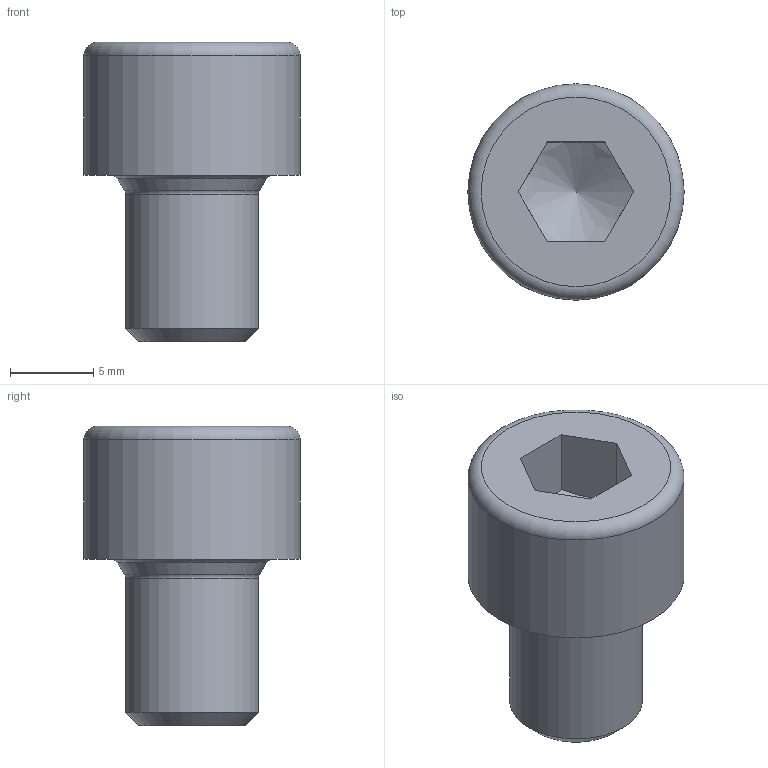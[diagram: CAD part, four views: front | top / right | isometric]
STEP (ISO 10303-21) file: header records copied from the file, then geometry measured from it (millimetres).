
FILE_DESCRIPTION( ( 'STEP AP214' ), '1' );
FILE_NAME( 'psolqas_16236_0.stp', '2020-06-05T11:11:32', ( 'License CC BY-ND 4.0' ), ( 'CADENAS' ), ' ', 'PARTsolutions', ' ' );
FILE_SCHEMA( ( 'AUTOMOTIVE_DESIGN { 1 0 10303 214 1 1 1 1 }' ) );
Length unit declared in the file: metre
Products named in the file (1): Solid1
Bounding box: 13 x 13 x 18 mm (x, y, z)
Volume: 1410.1 mm3; surface area: 897.5 mm2
Topology: 1 solids, 1 shells, 17 faces, 37 edges, 23 vertices
Faces by surface type: plane 9, torus 3, cone 3, cylinder 2
Full cylindrical faces by diameter (mm): 8 x1, 13 x1
Entity records: 552 total; most frequent: CARTESIAN_POINT 79, DIRECTION 66, ORIENTED_EDGE 54, AXIS2_PLACEMENT_3D 27, EDGE_CURVE 27, EDGE_LOOP 26, FACE_OUTER_BOUND 22, VERTEX_POINT 22
